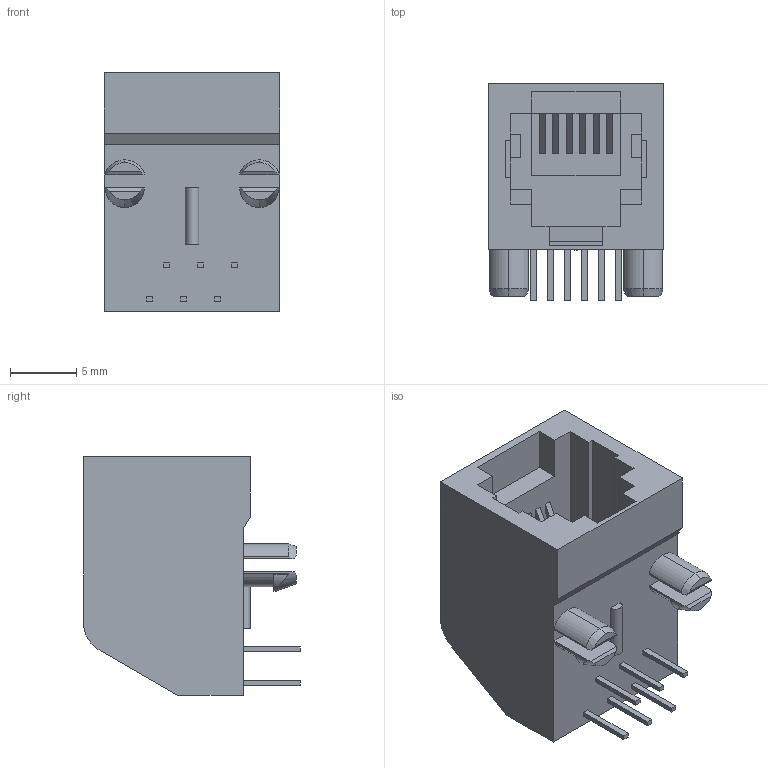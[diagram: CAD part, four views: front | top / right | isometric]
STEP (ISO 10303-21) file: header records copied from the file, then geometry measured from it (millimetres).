
FILE_DESCRIPTION(('STEP AP242'),'1');
FILE_NAME('5555165-1.stp','2020-07-21T11:19:29',('TraceParts'),('TraceParts S.A.'),'Spatial InterOp 3D',' ',' ');
FILE_SCHEMA(('AP242_MANAGED_MODEL_BASED_3D_ENGINEERING_MIM_LF {1 0 10303 442 1 1 4}'));
Length unit declared in the file: millimetre
Products named in the file (1): 5555165-1
Bounding box: 13.28 x 16.38 x 18.03 mm (x, y, z)
Volume: 1742.5 mm3; surface area: 1912.9 mm2
Topology: 1 solids, 1 shells, 157 faces, 425 edges, 282 vertices
Faces by surface type: plane 137, cylinder 12, cone 8
Entity records: 4996 total; most frequent: CARTESIAN_POINT 1017, ORIENTED_EDGE 850, DIRECTION 747, EDGE_CURVE 425, LINE 363, VECTOR 363, VERTEX_POINT 282, AXIS2_PLACEMENT_3D 192
